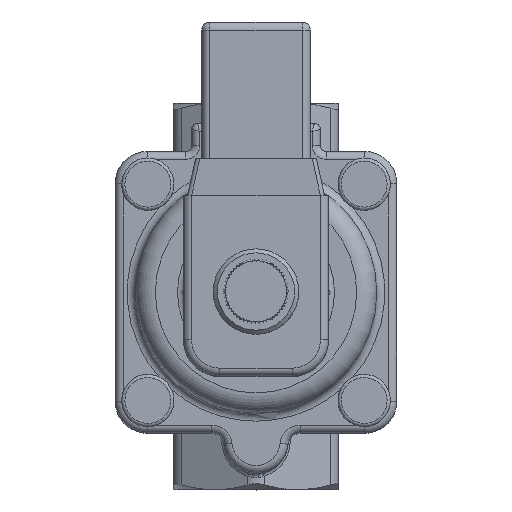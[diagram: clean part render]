
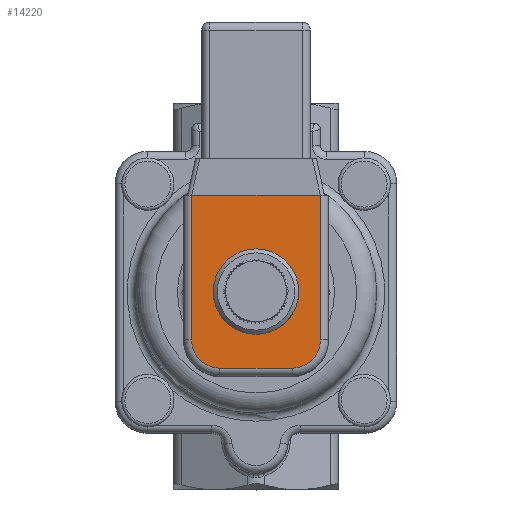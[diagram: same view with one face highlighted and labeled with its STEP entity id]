
A CAD part, top view. The second image highlights one B-rep face of the part: STEP entity #14220.
In plain terms, the highlighted planar face has unit normal (0, 0, 1).
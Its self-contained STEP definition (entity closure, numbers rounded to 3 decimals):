
#1056=LINE('',#20491,#1977);
#1057=LINE('',#20495,#1978);
#1058=LINE('',#20497,#1979);
#1059=LINE('',#20498,#1980);
#1977=VECTOR('',#16704,18.);
#1978=VECTOR('',#16707,36.);
#1979=VECTOR('',#16708,32.);
#1980=VECTOR('',#16709,36.);
#3639=PLANE('',#15094);
#3969=FACE_BOUND('',#4959,.T.);
#4132=FACE_OUTER_BOUND('',#4958,.T.);
#4958=EDGE_LOOP('',(#10151,#10152,#10153,#10154,#10155,#10156));
#4959=EDGE_LOOP('',(#10157));
#5799=CIRCLE('',#14999,10.6);
#5837=CIRCLE('',#15095,7.);
#5838=CIRCLE('',#15096,7.);
#6352=VERTEX_POINT('',#20066);
#6443=VERTEX_POINT('',#20487);
#6444=VERTEX_POINT('',#20488);
#6445=VERTEX_POINT('',#20490);
#6446=VERTEX_POINT('',#20492);
#6447=VERTEX_POINT('',#20494);
#6448=VERTEX_POINT('',#20496);
#7735=EDGE_CURVE('',#6352,#6352,#5799,.T.);
#7879=EDGE_CURVE('',#6443,#6444,#5837,.T.);
#7880=EDGE_CURVE('',#6445,#6443,#1056,.T.);
#7881=EDGE_CURVE('',#6446,#6445,#5838,.T.);
#7882=EDGE_CURVE('',#6447,#6446,#1057,.T.);
#7883=EDGE_CURVE('',#6448,#6447,#1058,.T.);
#7884=EDGE_CURVE('',#6444,#6448,#1059,.T.);
#10151=ORIENTED_EDGE('',*,*,#7879,.F.);
#10152=ORIENTED_EDGE('',*,*,#7880,.F.);
#10153=ORIENTED_EDGE('',*,*,#7881,.F.);
#10154=ORIENTED_EDGE('',*,*,#7882,.F.);
#10155=ORIENTED_EDGE('',*,*,#7883,.F.);
#10156=ORIENTED_EDGE('',*,*,#7884,.F.);
#10157=ORIENTED_EDGE('',*,*,#7735,.T.);
#14220=ADVANCED_FACE('',(#4132,#3969),#3639,.T.);
#14999=AXIS2_PLACEMENT_3D('',#20067,#16408,#16409);
#15094=AXIS2_PLACEMENT_3D('',#20486,#16700,#16701);
#15095=AXIS2_PLACEMENT_3D('',#20489,#16702,#16703);
#15096=AXIS2_PLACEMENT_3D('',#20493,#16705,#16706);
#16408=DIRECTION('center_axis',(0.,0.,
-1.));
#16409=DIRECTION('ref_axis',(0.,-1.,0.));
#16700=DIRECTION('center_axis',(0.,0.,
1.));
#16701=DIRECTION('ref_axis',(-1.,0.,0.));
#16702=DIRECTION('center_axis',(0.,0.,
-1.));
#16703=DIRECTION('ref_axis',(-0.707,-0.707,0.));
#16704=DIRECTION('',(-1.,0.,0.));
#16705=DIRECTION('center_axis',(0.,0.,
-1.));
#16706=DIRECTION('ref_axis',(0.707,-0.707,0.));
#16707=DIRECTION('',(0.,-1.,0.));
#16708=DIRECTION('',(1.,0.,0.));
#16709=DIRECTION('',(0.,1.,0.));
#20066=CARTESIAN_POINT('',(0.,59.6,133.8));
#20067=CARTESIAN_POINT('Origin',(0.,49.,133.8));
#20486=CARTESIAN_POINT('Origin',(0.,50.5,
133.8));
#20487=CARTESIAN_POINT('',(-9.,30.,133.8));
#20488=CARTESIAN_POINT('',(-16.,37.,133.8));
#20489=CARTESIAN_POINT('Origin',(-9.,37.,133.8));
#20490=CARTESIAN_POINT('',(9.,30.,133.8));
#20491=CARTESIAN_POINT('',(9.,30.,133.8));
#20492=CARTESIAN_POINT('',(16.,37.,133.8));
#20493=CARTESIAN_POINT('Origin',(9.,37.,133.8));
#20494=CARTESIAN_POINT('',(16.,73.,133.8));
#20495=CARTESIAN_POINT('',(16.,61.75,133.8));
#20496=CARTESIAN_POINT('',(-16.,73.,133.8));
#20497=CARTESIAN_POINT('',(-18.,73.,133.8));
#20498=CARTESIAN_POINT('',(-16.,39.25,133.8));
